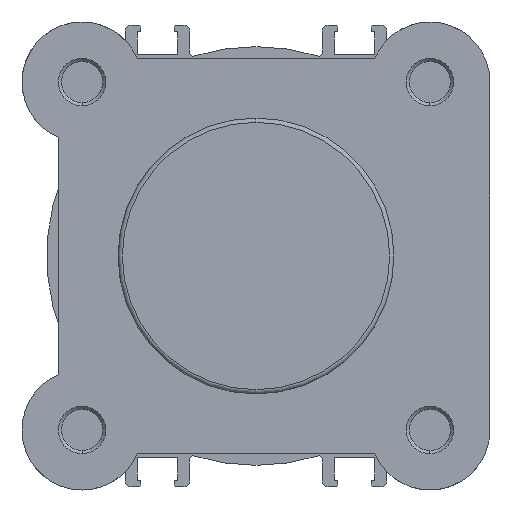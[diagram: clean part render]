
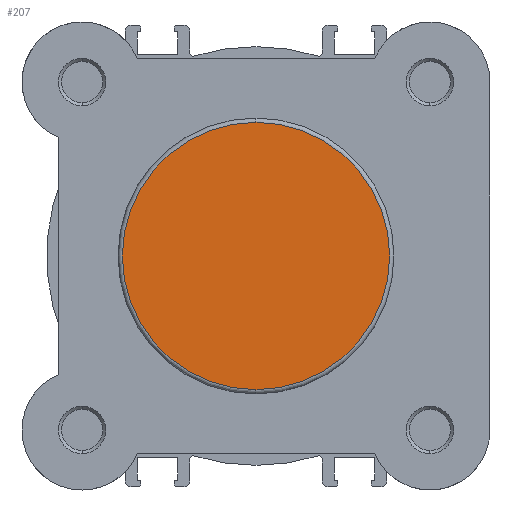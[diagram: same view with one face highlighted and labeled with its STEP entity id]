
A CAD part, left-side view. The second image highlights one B-rep face of the part: STEP entity #207.
In plain terms, the highlighted planar face has unit normal (-1, 0, 0).
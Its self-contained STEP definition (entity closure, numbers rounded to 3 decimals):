
#207 = ADVANCED_FACE ( 'NONE', ( #3246 ), #5501, .F. ) ;
#280 = AXIS2_PLACEMENT_3D ( 'NONE', #5567, #601, #602 ) ;
#410 = AXIS2_PLACEMENT_3D ( 'NONE', #1329, #1330, #1331 ) ;
#441 = AXIS2_PLACEMENT_3D ( 'NONE', #1466, #1473, #1474 ) ;
#601 = DIRECTION ( 'NONE',  ( 1., 0., 0. ) ) ;
#602 = DIRECTION ( 'NONE',  ( 0., 0., -1. ) ) ;
#1329 = CARTESIAN_POINT ( 'NONE',  ( 0., 0., 0. ) ) ;
#1330 = DIRECTION ( 'NONE',  ( -1., 0., 0. ) ) ;
#1331 = DIRECTION ( 'NONE',  ( 0., 0., -1. ) ) ;
#1466 = CARTESIAN_POINT ( 'NONE',  ( 0., 0., 0. ) ) ;
#1473 = DIRECTION ( 'NONE',  ( -1., 0., 0. ) ) ;
#1474 = DIRECTION ( 'NONE',  ( 0., 0., -1. ) ) ;
#1899 = CIRCLE ( 'NONE', #410, 21.7 ) ;
#1977 = CIRCLE ( 'NONE', #441, 21.7 ) ;
#3246 = FACE_OUTER_BOUND ( 'NONE', #7236, .T. ) ;
#3861 = EDGE_CURVE ( 'NONE', #4662, #4663, #1899, .T. ) ;
#3917 = EDGE_CURVE ( 'NONE', #4663, #4662, #1977, .T. ) ;
#4662 = VERTEX_POINT ( 'NONE', #6602 ) ;
#4663 = VERTEX_POINT ( 'NONE', #6603 ) ;
#5501 = PLANE ( 'NONE',  #280 ) ;
#5567 = CARTESIAN_POINT ( 'NONE',  ( 0., 22.4, 0. ) ) ;
#6602 = CARTESIAN_POINT ( 'NONE',  ( 0., 0., 21.7 ) ) ;
#6603 = CARTESIAN_POINT ( 'NONE',  ( 0., 0., -21.7 ) ) ;
#7236 = EDGE_LOOP ( 'NONE', ( #7415, #7414 ) ) ;
#7414 = ORIENTED_EDGE ( 'NONE', *, *, #3861, .T. ) ;
#7415 = ORIENTED_EDGE ( 'NONE', *, *, #3917, .T. ) ;
